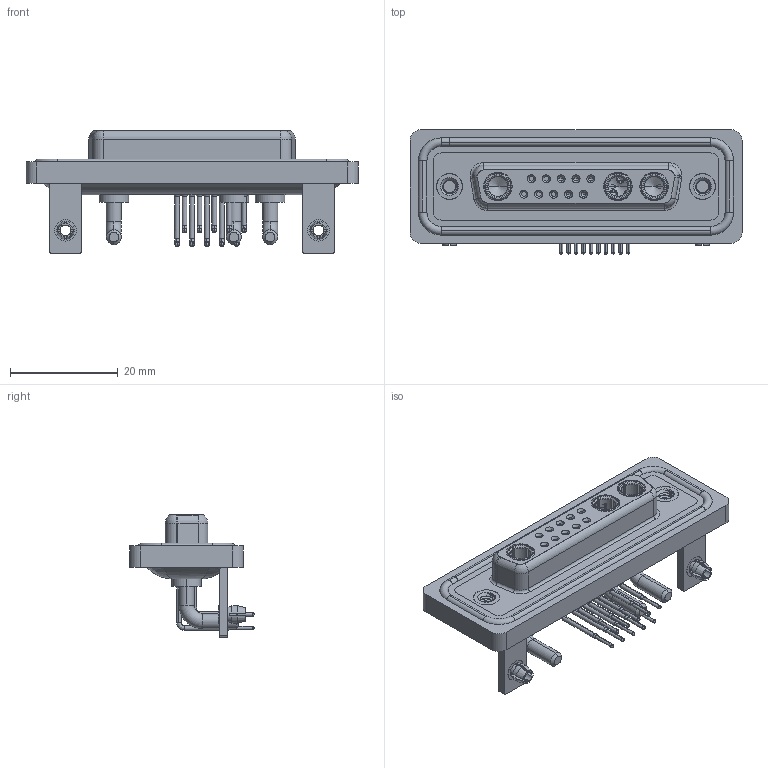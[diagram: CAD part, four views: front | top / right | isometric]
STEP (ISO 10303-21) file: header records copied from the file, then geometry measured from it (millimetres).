
FILE_DESCRIPTION (( 'STEP AP203' ), '1' );
FILE_NAME ('630W13W3240-2N3.STEP', '2024-04-12T01:23:44', ( '' ), ( '' ), 'SwSTEP 2.0', 'SolidWorks 2023', '' );
FILE_SCHEMA (( 'CONFIG_CONTROL_DESIGN' ));
Length unit declared in the file: millimetre
Products named in the file (11): 630Combo Shell Front_25 Contacts; 630W13W3240-2N3; 630Combo Board Lock_50 Contacts; 630Combo Threaded Rivet_2; 630Combo Waterproof Housing_25 Contacts; 630Combo Housing_13W3; 630Combo Shell Rear_25 Contacts; Power Socket_20A RA; 630Combo Contact Row 2_50 Contacts; 630Combo Stabilizer Bracket_50 Contacts; 630Combo Contact Row 1_50 Contacts
Assembly tree (23 placements, depth 2):
  630W13W3240-2N3
    630Combo Housing_13W3
    630Combo Shell Front_25 Contacts
    630Combo Shell Rear_25 Contacts
    630Combo Threaded Rivet_2  x2
    630Combo Stabilizer Bracket_50 Contacts  x2
    630Combo Board Lock_50 Contacts  x2
    Power Socket_20A RA  x3
    630Combo Contact Row 1_50 Contacts  x5
    630Combo Contact Row 2_50 Contacts  x5
    630Combo Waterproof Housing_25 Contacts
Bounding box: 61.75 x 23.12 x 22.8 mm (x, y, z)
Volume: 8873 mm3; surface area: 15242.1 mm2
Topology: 27 solids, 27 shells, 1290 faces, 3305 edges, 2099 vertices
Faces by surface type: cylinder 549, plane 410, cone 189, torus 89, bspline 53
Entity records: 25254 total; most frequent: CARTESIAN_POINT 6102, DIRECTION 3952, ORIENTED_EDGE 3556, EDGE_CURVE 1778, AXIS2_PLACEMENT_3D 1600, VERTEX_POINT 1139, CIRCLE 869, EDGE_LOOP 827
